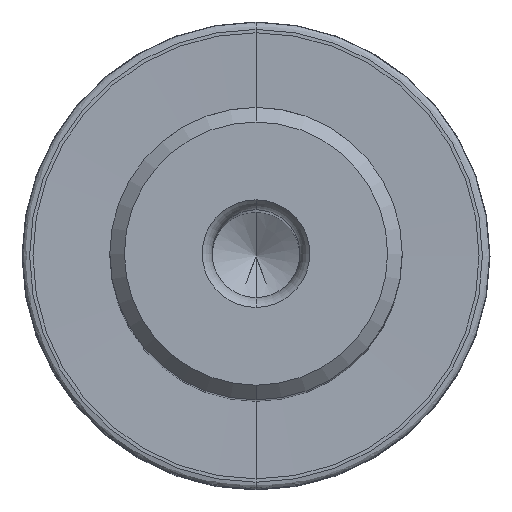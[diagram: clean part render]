
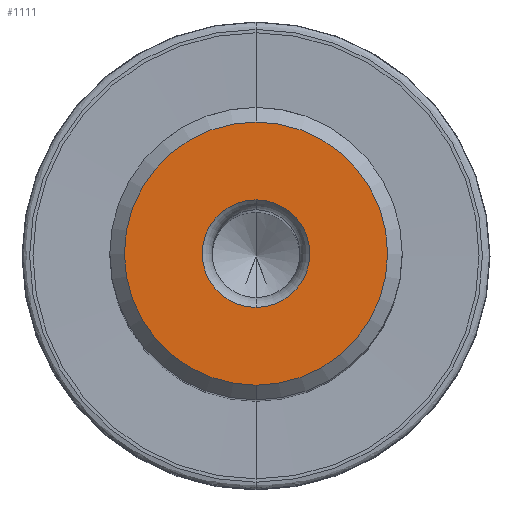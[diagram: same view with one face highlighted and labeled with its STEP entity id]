
A CAD part, top view. The second image highlights one B-rep face of the part: STEP entity #1111.
In plain terms, the highlighted face is planar.
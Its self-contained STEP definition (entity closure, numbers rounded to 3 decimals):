
#477=CARTESIAN_POINT('',(0.,0.,0.));
#478=DIRECTION('',(0.,0.,-1.));
#479=DIRECTION('',(0.,1.,0.));
#480=AXIS2_PLACEMENT_3D('',#477,#478,#479);
#499=CARTESIAN_POINT('',(0.,0.,0.));
#500=DIRECTION('',(0.,0.,1.));
#501=DIRECTION('',(0.,1.,0.));
#502=AXIS2_PLACEMENT_3D('',#499,#500,#501);
#507=CARTESIAN_POINT('',(0.,0.,0.));
#508=DIRECTION('',(0.,0.,1.));
#509=DIRECTION('',(0.,1.,0.));
#510=AXIS2_PLACEMENT_3D('',#507,#508,#509);
#515=CARTESIAN_POINT('',(0.,0.,0.));
#516=DIRECTION('',(0.,0.,1.));
#517=DIRECTION('',(0.,-1.,0.));
#518=AXIS2_PLACEMENT_3D('',#515,#516,#517);
#647=CARTESIAN_POINT('',(0.,3.677,0.));
#648=VERTEX_POINT('',#647);
#649=CARTESIAN_POINT('',(0.,-3.677,0.));
#650=VERTEX_POINT('',#649);
#651=CARTESIAN_POINT('',(0.,9.,0.));
#653=VERTEX_POINT('',#651);
#659=CARTESIAN_POINT('',(0.,-9.,0.));
#661=VERTEX_POINT('',#659);
#1096=CARTESIAN_POINT('',(0.,0.,0.));
#1097=DIRECTION('',(0.,0.,-1.));
#1098=DIRECTION('',(0.,-1.,0.));
#1099=AXIS2_PLACEMENT_3D('',#1096,#1097,#1098);
#1100=PLANE('',#1099);
#1101=ORIENTED_EDGE('',*,*,#1075,.F.);
#1102=ORIENTED_EDGE('',*,*,#1091,.T.);
#1103=EDGE_LOOP('',(#1101,#1102));
#1104=FACE_OUTER_BOUND('',#1103,.F.);
#1106=ORIENTED_EDGE('',*,*,#1105,.F.);
#1108=ORIENTED_EDGE('',*,*,#1107,.F.);
#1109=EDGE_LOOP('',(#1106,#1108));
#1110=FACE_BOUND('',#1109,.F.);
#1111=ADVANCED_FACE('',(#1104,#1110),#1100,.T.);
#481=CIRCLE('',#480,9.);
#503=CIRCLE('',#502,9.);
#511=CIRCLE('',#510,3.677);
#519=CIRCLE('',#518,3.677);
#1075=EDGE_CURVE('',#653,#661,#481,.T.);
#1091=EDGE_CURVE('',#653,#661,#503,.T.);
#1105=EDGE_CURVE('',#648,#650,#511,.T.);
#1107=EDGE_CURVE('',#650,#648,#519,.T.);
